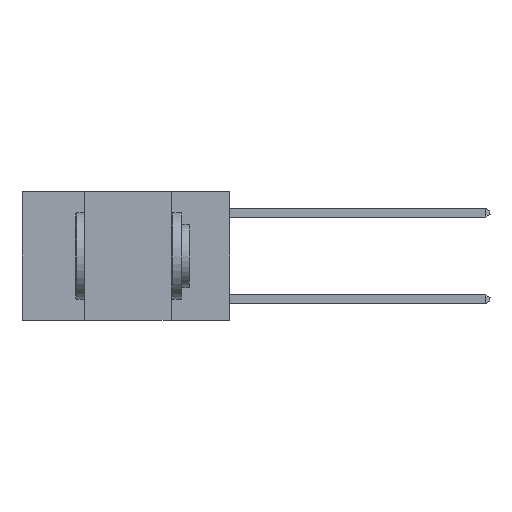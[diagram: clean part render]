
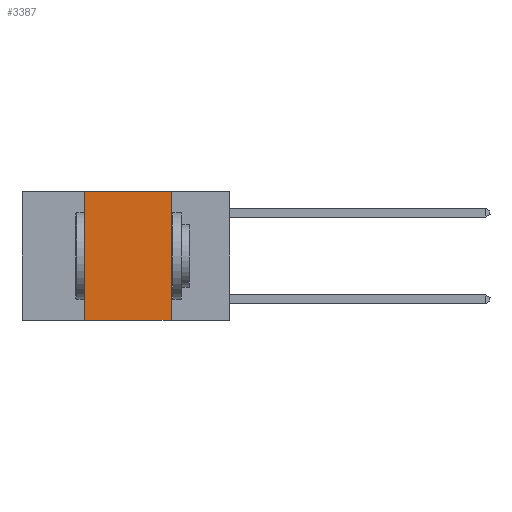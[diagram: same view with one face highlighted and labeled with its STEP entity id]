
A CAD part, left-side view. The second image highlights one B-rep face of the part: STEP entity #3387.
In plain terms, the highlighted planar face has unit normal (-1, 0, 0).
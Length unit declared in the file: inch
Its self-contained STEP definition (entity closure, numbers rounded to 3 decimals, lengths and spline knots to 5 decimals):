
#1376 = CARTESIAN_POINT ( 'NONE',  ( 0., 0.17, -0.37 ) ) ;
#2156 = DIRECTION ( 'NONE',  ( 1., 0., 0. ) ) ;
#3283 = EDGE_CURVE ( 'NONE', #18201, #10722, #9418, .T. ) ;
#3387 = ADVANCED_FACE ( 'NONE', ( #25293 ), #22007, .F. ) ;
#4668 = VERTEX_POINT ( 'NONE', #13377 ) ;
#5819 = DIRECTION ( 'NONE',  ( 0., -1., 0. ) ) ;
#6250 = DIRECTION ( 'NONE',  ( 0., 0., -1. ) ) ;
#6898 = VERTEX_POINT ( 'NONE', #1376 ) ;
#6960 = ORIENTED_EDGE ( 'NONE', *, *, #3283, .F. ) ;
#7373 = CARTESIAN_POINT ( 'NONE',  ( 0., 0.42, -0.37 ) ) ;
#7948 = CARTESIAN_POINT ( 'NONE',  ( 0., 0.6, 0. ) ) ;
#7957 = CARTESIAN_POINT ( 'NONE',  ( 0., 0.17, 0. ) ) ;
#8071 = LINE ( 'NONE', #7957, #15957 ) ;
#9418 = LINE ( 'NONE', #21213, #15274 ) ;
#10722 = VERTEX_POINT ( 'NONE', #25790 ) ;
#11747 = LINE ( 'NONE', #12005, #18355 ) ;
#12005 = CARTESIAN_POINT ( 'NONE',  ( 0., 0.6, -0.37 ) ) ;
#12478 = VECTOR ( 'NONE', #12533, 39.37008 ) ;
#12533 = DIRECTION ( 'NONE',  ( 0., -1., 0. ) ) ;
#13377 = CARTESIAN_POINT ( 'NONE',  ( 0., 0.17, 0. ) ) ;
#14003 = AXIS2_PLACEMENT_3D ( 'NONE', #7948, #2156, #24233 ) ;
#14552 = LINE ( 'NONE', #18676, #12478 ) ;
#14691 = EDGE_CURVE ( 'NONE', #10722, #4668, #14552, .T. ) ;
#15274 = VECTOR ( 'NONE', #19396, 39.37008 ) ;
#15957 = VECTOR ( 'NONE', #6250, 39.37008 ) ;
#16015 = EDGE_CURVE ( 'NONE', #4668, #6898, #8071, .T. ) ;
#18201 = VERTEX_POINT ( 'NONE', #7373 ) ;
#18355 = VECTOR ( 'NONE', #5819, 39.37008 ) ;
#18676 = CARTESIAN_POINT ( 'NONE',  ( 0., 0.6, 0. ) ) ;
#19067 = ORIENTED_EDGE ( 'NONE', *, *, #14691, .F. ) ;
#19396 = DIRECTION ( 'NONE',  ( 0., 0., 1. ) ) ;
#19406 = ORIENTED_EDGE ( 'NONE', *, *, #16015, .F. ) ;
#21213 = CARTESIAN_POINT ( 'NONE',  ( 0., 0.42, 0. ) ) ;
#21605 = EDGE_LOOP ( 'NONE', ( #19406, #19067, #6960, #24785 ) ) ;
#22007 = PLANE ( 'NONE',  #14003 ) ;
#23723 = EDGE_CURVE ( 'NONE', #18201, #6898, #11747, .T. ) ;
#24233 = DIRECTION ( 'NONE',  ( 0., 0., -1. ) ) ;
#24785 = ORIENTED_EDGE ( 'NONE', *, *, #23723, .T. ) ;
#25293 = FACE_OUTER_BOUND ( 'NONE', #21605, .T. ) ;
#25790 = CARTESIAN_POINT ( 'NONE',  ( 0., 0.42, 0. ) ) ;
